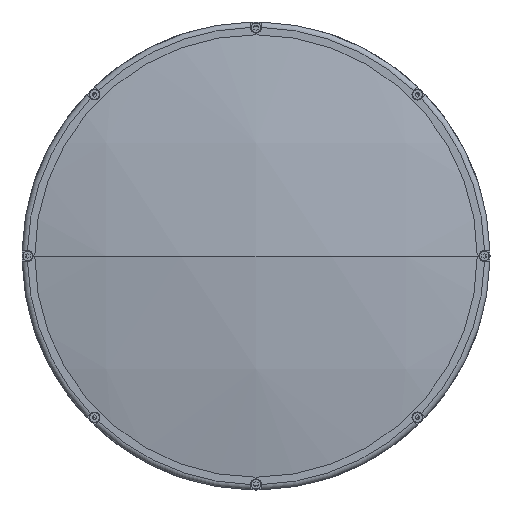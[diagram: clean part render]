
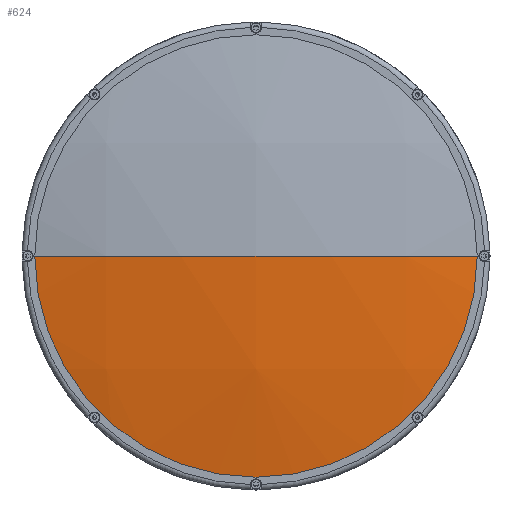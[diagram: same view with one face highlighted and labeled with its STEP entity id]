
A CAD part, left-side view. The second image highlights one B-rep face of the part: STEP entity #624.
In plain terms, the highlighted spherical face has radius 606 mm.
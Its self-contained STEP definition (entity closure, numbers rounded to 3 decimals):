
#236 = EDGE_CURVE ( 'NONE', #4445, #13119, #973, .T. ) ;
#624 = ADVANCED_FACE ( 'NONE', ( #5763 ), #10906, .T. ) ;
#973 = CIRCLE ( 'NONE', #4968, 124.9 ) ;
#1115 = DIRECTION ( 'NONE',  ( 0., 1., 0. ) ) ;
#2193 = CIRCLE ( 'NONE', #11083, 606. ) ;
#2919 = ORIENTED_EDGE ( 'NONE', *, *, #236, .T. ) ;
#3161 = DIRECTION ( 'NONE',  ( 0., 0., 1. ) ) ;
#3450 = CIRCLE ( 'NONE', #4440, 606. ) ;
#3501 = CARTESIAN_POINT ( 'NONE',  ( -547.362, 0., 0. ) ) ;
#3857 = DIRECTION ( 'NONE',  ( 0., 0., -1. ) ) ;
#4440 = AXIS2_PLACEMENT_3D ( 'NONE', #10235, #3161, #11398 ) ;
#4445 = VERTEX_POINT ( 'NONE', #11727 ) ;
#4696 = DIRECTION ( 'NONE',  ( 0., 0., 1. ) ) ;
#4968 = AXIS2_PLACEMENT_3D ( 'NONE', #3501, #11733, #4696 ) ;
#5763 = FACE_OUTER_BOUND ( 'NONE', #11016, .T. ) ;
#6012 = CARTESIAN_POINT ( 'NONE',  ( -560.373, 0., 0. ) ) ;
#7554 = EDGE_CURVE ( 'NONE', #4445, #14143, #3450, .T. ) ;
#7747 = CARTESIAN_POINT ( 'NONE',  ( -547.362, -124.9, 0. ) ) ;
#8076 = ORIENTED_EDGE ( 'NONE', *, *, #9892, .T. ) ;
#8126 = DIRECTION ( 'NONE',  ( 0., 0., -1. ) ) ;
#9130 = AXIS2_PLACEMENT_3D ( 'NONE', #13220, #3857, #12085 ) ;
#9892 = EDGE_CURVE ( 'NONE', #13119, #14143, #2193, .T. ) ;
#10235 = CARTESIAN_POINT ( 'NONE',  ( 45.627, 0., 0. ) ) ;
#10906 = SPHERICAL_SURFACE ( 'NONE', #9130, 606. ) ;
#11016 = EDGE_LOOP ( 'NONE', ( #2919, #8076, #11604 ) ) ;
#11083 = AXIS2_PLACEMENT_3D ( 'NONE', #15179, #8126, #1115 ) ;
#11398 = DIRECTION ( 'NONE',  ( 0., -1., 0. ) ) ;
#11604 = ORIENTED_EDGE ( 'NONE', *, *, #7554, .F. ) ;
#11727 = CARTESIAN_POINT ( 'NONE',  ( -547.362, 124.9, 0. ) ) ;
#11733 = DIRECTION ( 'NONE',  ( -1., 0., 0. ) ) ;
#12085 = DIRECTION ( 'NONE',  ( 0., 1., 0. ) ) ;
#13119 = VERTEX_POINT ( 'NONE', #7747 ) ;
#13220 = CARTESIAN_POINT ( 'NONE',  ( 45.627, 0., 0. ) ) ;
#14143 = VERTEX_POINT ( 'NONE', #6012 ) ;
#15179 = CARTESIAN_POINT ( 'NONE',  ( 45.627, 0., 0. ) ) ;
